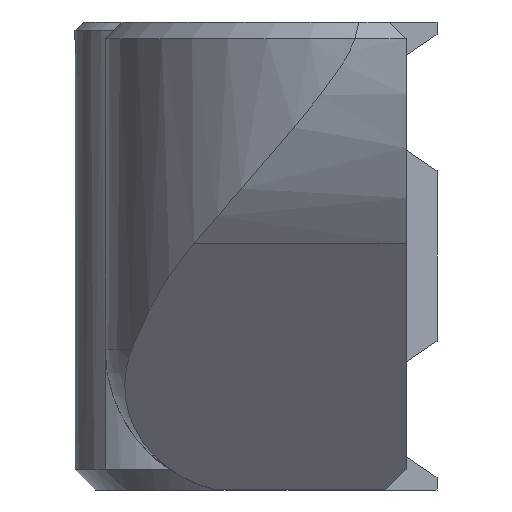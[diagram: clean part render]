
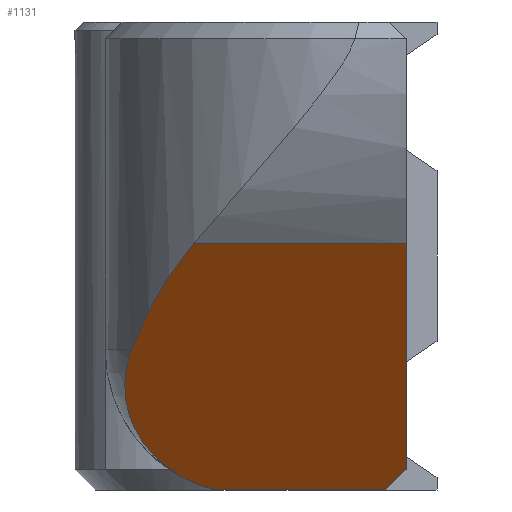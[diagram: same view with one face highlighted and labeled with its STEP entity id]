
A CAD part, front view. The second image highlights one B-rep face of the part: STEP entity #1131.
In plain terms, the highlighted planar face has unit normal (0, -0.766, -0.643).
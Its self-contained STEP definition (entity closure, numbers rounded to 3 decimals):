
#19=B_SPLINE_CURVE_WITH_KNOTS('',3,(#1849,#1850,#1851,#1852,#1853,#1854,
#1855,#1856,#1857,#1858,#1859,#1860,#1861,#1862,#1863,#1864,#1865,#1866,
#1867,#1868),.UNSPECIFIED.,.F.,.F.,(4,2,2,2,2,2,2,2,2,4),(4.369,
4.413,4.524,4.635,4.756,4.878,
5.013,5.148,5.276,5.387),
 .UNSPECIFIED.);
#30=ELLIPSE('',#1205,22.104,14.208);
#78=LINE('',#1705,#189);
#85=LINE('',#1739,#196);
#133=LINE('',#1843,#244);
#136=LINE('',#1869,#247);
#189=VECTOR('',#1349,10.);
#196=VECTOR('',#1382,10.);
#244=VECTOR('',#1476,10.);
#247=VECTOR('',#1481,10.);
#318=FACE_OUTER_BOUND('',#392,.T.);
#392=EDGE_LOOP('',(#912,#913,#914,#915,#916,#917));
#495=VERTEX_POINT('',#1691);
#496=VERTEX_POINT('',#1704);
#499=VERTEX_POINT('',#1712);
#507=VERTEX_POINT('',#1738);
#540=VERTEX_POINT('',#1842);
#542=VERTEX_POINT('',#1848);
#606=EDGE_CURVE('',#495,#496,#78,.T.);
#611=EDGE_CURVE('',#495,#499,#30,.T.);
#622=EDGE_CURVE('',#496,#507,#85,.T.);
#674=EDGE_CURVE('',#507,#540,#133,.T.);
#677=EDGE_CURVE('',#542,#499,#19,.T.);
#678=EDGE_CURVE('',#540,#542,#136,.T.);
#912=ORIENTED_EDGE('',*,*,#674,.F.);
#913=ORIENTED_EDGE('',*,*,#622,.F.);
#914=ORIENTED_EDGE('',*,*,#606,.F.);
#915=ORIENTED_EDGE('',*,*,#611,.T.);
#916=ORIENTED_EDGE('',*,*,#677,.F.);
#917=ORIENTED_EDGE('',*,*,#678,.F.);
#1078=PLANE('',#1237);
#1131=ADVANCED_FACE('',(#318),#1078,.T.);
#1205=AXIS2_PLACEMENT_3D('',#1714,#1359,#1360);
#1237=AXIS2_PLACEMENT_3D('',#1847,#1479,#1480);
#1349=DIRECTION('',(1.,0.,0.));
#1359=DIRECTION('center_axis',(0.,-0.766,-0.643));
#1360=DIRECTION('ref_axis',(0.,0.643,-0.766));
#1382=DIRECTION('',(0.,0.643,-0.766));
#1476=DIRECTION('',(-0.608,0.51,-0.608));
#1479=DIRECTION('center_axis',(0.,-0.766,-0.643));
#1480=DIRECTION('ref_axis',(0.,-0.643,0.766));
#1481=DIRECTION('',(-1.,0.,0.));
#1691=CARTESIAN_POINT('',(-10.279,-10.096,11.928));
#1704=CARTESIAN_POINT('',(0.,-10.096,11.928));
#1705=CARTESIAN_POINT('',(-8.76,-10.096,11.928));
#1712=CARTESIAN_POINT('',(-13.283,-5.81,6.821));
#1714=CARTESIAN_POINT('Origin',(-0.346,0.064,-0.18));
#1738=CARTESIAN_POINT('',(0.,-0.926,1.));
#1739=CARTESIAN_POINT('',(0.,-10.096,11.928));
#1842=CARTESIAN_POINT('',(-1.,-0.087,0.));
#1843=CARTESIAN_POINT('',(-4.774,3.08,-3.774));
#1847=CARTESIAN_POINT('Origin',(1.291,0.999,-1.294));
#1848=CARTESIAN_POINT('',(-9.236,-0.087,0.));
#1849=CARTESIAN_POINT('Ctrl Pts',(-9.236,-0.087,
0.));
#1850=CARTESIAN_POINT('Ctrl Pts',(-9.382,-0.118,
0.037));
#1851=CARTESIAN_POINT('Ctrl Pts',(-9.524,-0.153,
0.078));
#1852=CARTESIAN_POINT('Ctrl Pts',(-10.,-0.281,0.231));
#1853=CARTESIAN_POINT('Ctrl Pts',(-10.358,-0.404,
0.378));
#1854=CARTESIAN_POINT('Ctrl Pts',(-11.026,-0.697,
0.727));
#1855=CARTESIAN_POINT('Ctrl Pts',(-11.337,-0.866,
0.928));
#1856=CARTESIAN_POINT('Ctrl Pts',(-11.884,-1.218,1.348));
#1857=CARTESIAN_POINT('Ctrl Pts',(-12.167,-1.438,1.609));
#1858=CARTESIAN_POINT('Ctrl Pts',(-12.657,-1.909,2.171));
#1859=CARTESIAN_POINT('Ctrl Pts',(-12.865,-2.161,2.472));
#1860=CARTESIAN_POINT('Ctrl Pts',(-13.201,-2.666,3.073));
#1861=CARTESIAN_POINT('Ctrl Pts',(-13.352,-2.968,3.433));
#1862=CARTESIAN_POINT('Ctrl Pts',(-13.556,-3.586,4.169));
#1863=CARTESIAN_POINT('Ctrl Pts',(-13.608,-3.901,4.546));
#1864=CARTESIAN_POINT('Ctrl Pts',(-13.629,-4.466,5.218));
#1865=CARTESIAN_POINT('Ctrl Pts',(-13.603,-4.767,5.577));
#1866=CARTESIAN_POINT('Ctrl Pts',(-13.478,-5.322,6.239));
#1867=CARTESIAN_POINT('Ctrl Pts',(-13.389,-5.577,6.542));
#1868=CARTESIAN_POINT('Ctrl Pts',(-13.283,-5.81,6.821));
#1869=CARTESIAN_POINT('',(0.,-0.087,0.));
